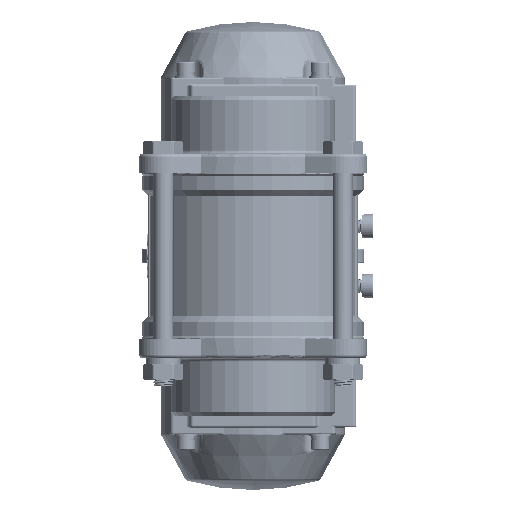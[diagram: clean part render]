
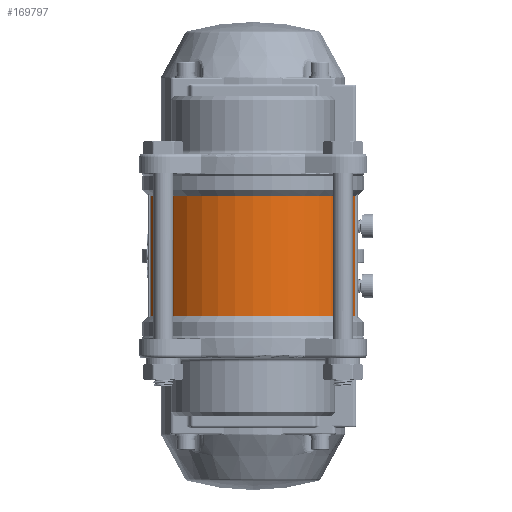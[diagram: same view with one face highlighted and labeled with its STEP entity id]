
A CAD part, front view. The second image highlights one B-rep face of the part: STEP entity #169797.
In plain terms, the highlighted cylindrical face has radius 56.2 mm (diameter 112.4 mm), a partial arc.
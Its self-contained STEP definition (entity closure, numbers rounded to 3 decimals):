
#1719 = DIRECTION ( 'NONE',  ( 0., 0., -1. ) ) ;
#21617 = EDGE_LOOP ( 'NONE', ( #108654, #168296, #144869, #261759 ) ) ;
#21703 = DIRECTION ( 'NONE',  ( 0., 0., 1. ) ) ;
#30471 = VERTEX_POINT ( 'NONE', #161043 ) ;
#45178 = VERTEX_POINT ( 'NONE', #162465 ) ;
#47641 = DIRECTION ( 'NONE',  ( -1., 0., 0. ) ) ;
#60992 = EDGE_CURVE ( 'NONE', #264800, #164113, #137406, .T. ) ;
#69167 = VECTOR ( 'NONE', #160135, 1000. ) ;
#71236 = DIRECTION ( 'NONE',  ( 0., 0., -1. ) ) ;
#106000 = CARTESIAN_POINT ( 'NONE',  ( -54.927, -11.894, -32.05 ) ) ;
#107684 = EDGE_CURVE ( 'NONE', #30471, #45178, #329081, .T. ) ;
#108654 = ORIENTED_EDGE ( 'NONE', *, *, #317382, .F. ) ;
#122848 = CARTESIAN_POINT ( 'NONE',  ( 0., 0., 42.95 ) ) ;
#124521 = VECTOR ( 'NONE', #283940, 1000. ) ;
#137406 = LINE ( 'NONE', #313685, #69167 ) ;
#144151 = CIRCLE ( 'NONE', #255642, 56.2 ) ;
#144869 = ORIENTED_EDGE ( 'NONE', *, *, #237774, .F. ) ;
#155400 = CARTESIAN_POINT ( 'NONE',  ( 0., 0., -32.05 ) ) ;
#160135 = DIRECTION ( 'NONE',  ( 0., 0., -1. ) ) ;
#161043 = CARTESIAN_POINT ( 'NONE',  ( 54.927, -11.894, -32.05 ) ) ;
#162465 = CARTESIAN_POINT ( 'NONE',  ( 54.927, -11.894, 32.05 ) ) ;
#164113 = VERTEX_POINT ( 'NONE', #106000 ) ;
#168296 = ORIENTED_EDGE ( 'NONE', *, *, #60992, .T. ) ;
#169797 = ADVANCED_FACE ( 'NONE', ( #291275 ), #259140, .T. ) ;
#175396 = CARTESIAN_POINT ( 'NONE',  ( 0., 0., 32.05 ) ) ;
#178967 = CIRCLE ( 'NONE', #188868, 56.2 ) ;
#181179 = DIRECTION ( 'NONE',  ( -1., 0., 0. ) ) ;
#188868 = AXIS2_PLACEMENT_3D ( 'NONE', #155400, #1719, #181179 ) ;
#201183 = DIRECTION ( 'NONE',  ( 1., 0., 0. ) ) ;
#219173 = CARTESIAN_POINT ( 'NONE',  ( 54.927, -11.894, 42.95 ) ) ;
#237774 = EDGE_CURVE ( 'NONE', #30471, #164113, #178967, .T. ) ;
#255642 = AXIS2_PLACEMENT_3D ( 'NONE', #175396, #21703, #201183 ) ;
#259140 = CYLINDRICAL_SURFACE ( 'NONE', #289103, 56.2 ) ;
#261759 = ORIENTED_EDGE ( 'NONE', *, *, #107684, .T. ) ;
#264800 = VERTEX_POINT ( 'NONE', #284215 ) ;
#283940 = DIRECTION ( 'NONE',  ( 0., 0., 1. ) ) ;
#284215 = CARTESIAN_POINT ( 'NONE',  ( -54.927, -11.894, 32.05 ) ) ;
#289103 = AXIS2_PLACEMENT_3D ( 'NONE', #122848, #71236, #47641 ) ;
#291275 = FACE_OUTER_BOUND ( 'NONE', #21617, .T. ) ;
#313685 = CARTESIAN_POINT ( 'NONE',  ( -54.927, -11.894, 42.95 ) ) ;
#317382 = EDGE_CURVE ( 'NONE', #264800, #45178, #144151, .T. ) ;
#329081 = LINE ( 'NONE', #219173, #124521 ) ;
